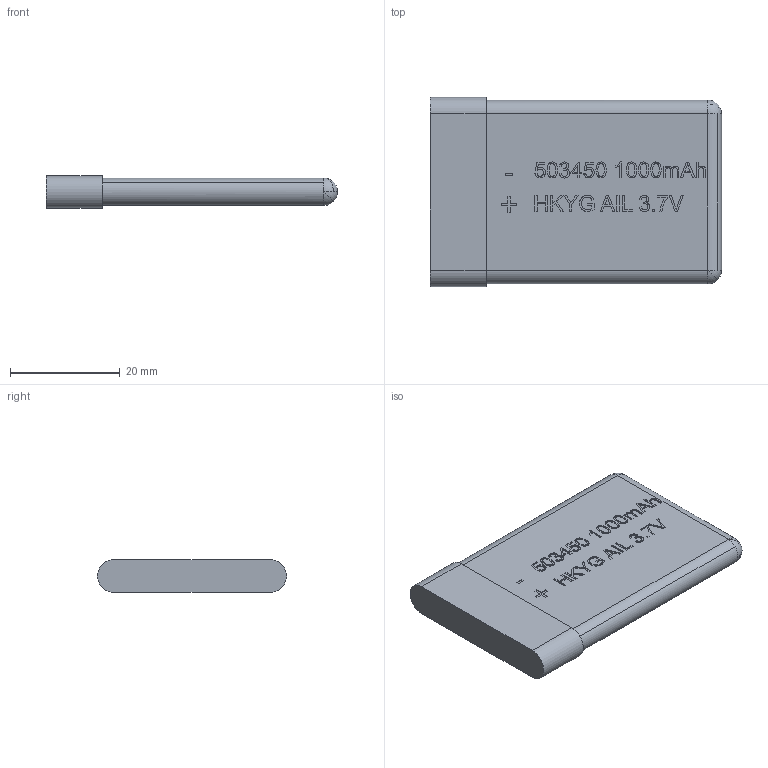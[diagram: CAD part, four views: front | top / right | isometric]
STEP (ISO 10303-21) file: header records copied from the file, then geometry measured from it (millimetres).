
FILE_DESCRIPTION (( 'STEP AP214' ), '1' );
FILE_NAME ('Bateria LiPo 3.7V.STEP', '2024-10-08T02:24:51', ( '' ), ( '' ), 'SwSTEP 2.0', 'SolidWorks 2022', '' );
FILE_SCHEMA (( 'AUTOMOTIVE_DESIGN' ));
Length unit declared in the file: millimetre
Products named in the file (6): Bateria LiPo 3.7V; Bateria LiPo 3.7V 1000mA 503450 v23 (1).step; parte de la pila_lipo.step; Bateria LiPo 3.7V 1000mA 503450.step; Bateria LiPo 3.7V 1000mA 503450-0.step; Bateria LiPo 3.7V 1000mA 503450-1.step
Assembly tree (5 placements, depth 3):
  Bateria LiPo 3.7V
    Bateria LiPo 3.7V 1000mA 503450 v23 (1).step
      parte de la pila_lipo.step
      Bateria LiPo 3.7V 1000mA 503450.step
      Bateria LiPo 3.7V 1000mA 503450-0.step
      Bateria LiPo 3.7V 1000mA 503450-1.step
Bounding box: 53.1 x 34.5 x 6 mm (x, y, z)
Volume: 7650.9 mm3; surface area: 5964.3 mm2
Topology: 4 solids, 4 shells, 593 faces, 1601 edges, 1059 vertices
Faces by surface type: plane 281, bspline 272, cylinder 32, sphere 8
Entity records: 21850 total; most frequent: CARTESIAN_POINT 8310, ORIENTED_EDGE 3202, DIRECTION 1708, EDGE_CURVE 1601, VERTEX_POINT 1059, VECTOR 982, LINE 982, EDGE_LOOP 636
